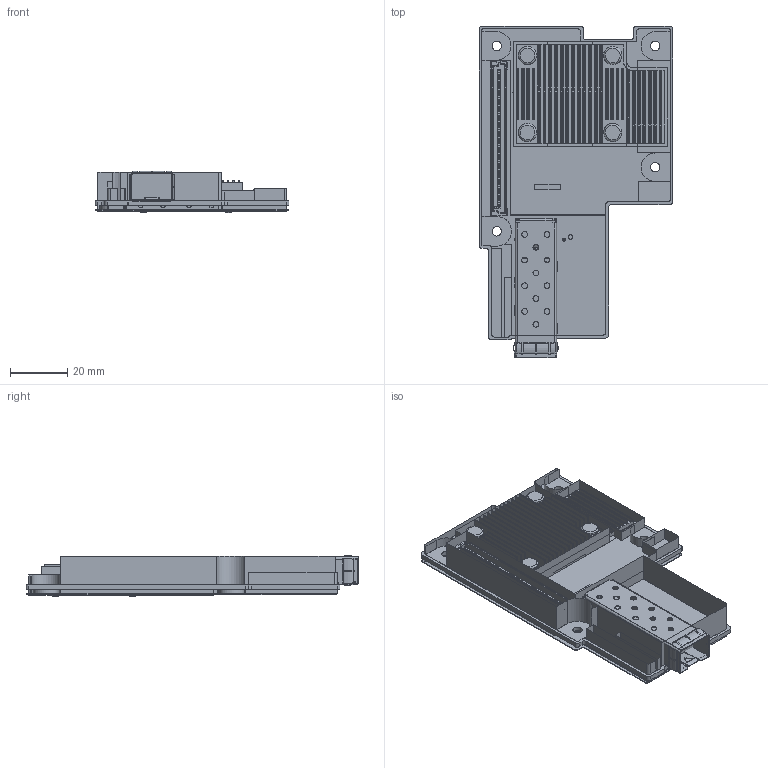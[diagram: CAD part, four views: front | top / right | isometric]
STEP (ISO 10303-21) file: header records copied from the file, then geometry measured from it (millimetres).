
FILE_DESCRIPTION(/* description */ ('CON PCB B-T-B VERTICAL PLUG SMT 120 PIN HEIGHT 7.7MM'),/* implementation_level */ '2;1');
FILE_NAME(/* name */ 'MCX4411A-ACAN_B200.stp',/* time_stamp */ '2015-10-18T16:19:48+03:00',/* author */ ('yossin'),/* organization */ (''),/* preprocessor_version */ 'ST-DEVELOPER v16.1',/* originating_system */ 'Autodesk Inventor 2016',/* authorisation */ '');
FILE_SCHEMA (('AUTOMOTIVE_DESIGN { 1 0 10303 214 3 1 1 }'));
Products named in the file (14): CON000629; CON000667; CON001186; LED000042; LED000015; HSK000135; MEC005198; MEC011405; MEC009451; MEC0009715; MEC011399; PCB001123; SFG001566; SFG001566-DRW
Assembly tree (21 placements, depth 3):
  SFG001566-DRW
    SFG001566
      PCB001123
      CON000629
      CON000667
      CON001186
      LED000042  x2
      LED000015  x2
    HSK000135
    MEC005198  x4
    MEC011399
      MEC011405
      MEC009451  x4
      MEC0009715
Bounding box: 68 x 116.4 x 14.49 mm (x, y, z)
Volume: 17991.5 mm3; surface area: 50025 mm2
Topology: 23 solids, 35 shells, 5443 faces, 15464 edges, 9886 vertices
Faces by surface type: plane 4355, cylinder 816, bspline 181, torus 40, cone 34, sphere 17
Full cylindrical faces by diameter (mm): 0.045 x1, 0.05 x1, 0.7 x1, 0.8 x1, 1.05 x2, 1.1 x1, 1.55 x2, 2 x12, 2.8 x4, 3 x4, 3.2 x4, 3.3 x4, 3.7 x4, 3.8 x4, 4 x4, 6 x4, 6.2 x4, 9 x4, 10 x4
Entity records: 168125 total; most frequent: CARTESIAN_POINT 32687, ORIENTED_EDGE 28930, DIRECTION 26263, EDGE_CURVE 14593, LINE 12763, VECTOR 12763, VERTEX_POINT 9266, AXIS2_PLACEMENT_3D 6750
